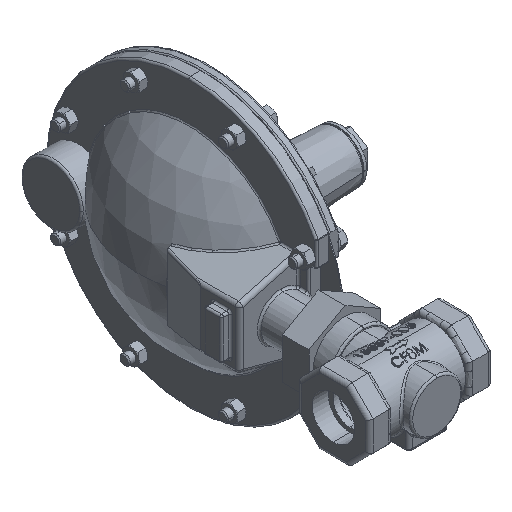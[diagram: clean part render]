
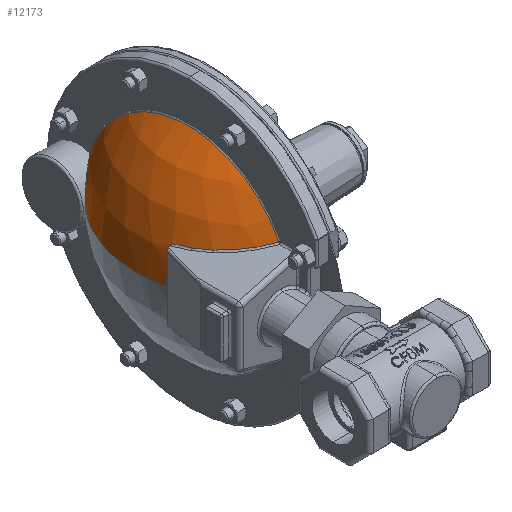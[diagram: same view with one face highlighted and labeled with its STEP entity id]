
A CAD part, isometric view. The second image highlights one B-rep face of the part: STEP entity #12173.
In plain terms, the highlighted spherical face has radius 101.6 mm.
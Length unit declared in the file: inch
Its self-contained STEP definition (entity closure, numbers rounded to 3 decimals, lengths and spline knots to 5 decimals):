
#110 = CARTESIAN_POINT ( 'NONE',  ( 1.79565, 9.03353, 2.81433 ) ) ;
#1130 = CARTESIAN_POINT ( 'NONE',  ( 1.14489, 11.60815, 3.11165 ) ) ;
#1699 = ORIENTED_EDGE ( 'NONE', *, *, #12371, .F. ) ;
#2056 = AXIS2_PLACEMENT_3D ( 'NONE', #14306, #42004, #18263 ) ;
#2520 = CIRCLE ( 'NONE', #44977, 4. ) ;
#2611 = AXIS2_PLACEMENT_3D ( 'NONE', #110, #27751, #4016 ) ;
#2817 = VERTEX_POINT ( 'NONE', #28857 ) ;
#3749 = FACE_OUTER_BOUND ( 'NONE', #49861, .T. ) ;
#3884 = CARTESIAN_POINT ( 'NONE',  ( 1.09102, 11.56053, 2.82833 ) ) ;
#4016 = DIRECTION ( 'NONE',  ( 0., 0., -1. ) ) ;
#4286 = CARTESIAN_POINT ( 'NONE',  ( 1.10213, 11.57042, 2.95376 ) ) ;
#4291 = DIRECTION ( 'NONE',  ( 0., -1., 0. ) ) ;
#4668 = EDGE_CURVE ( 'NONE', #6984, #10658, #21859, .T. ) ;
#4853 = CARTESIAN_POINT ( 'NONE',  ( 0.19171, 9.03353, 2.81433 ) ) ;
#5432 = CARTESIAN_POINT ( 'NONE',  ( 4.19171, 9.03353, 2.81433 ) ) ;
#6439 = CARTESIAN_POINT ( 'NONE',  ( 0.43872, 8.18853, 3.91024 ) ) ;
#6472 = CARTESIAN_POINT ( 'NONE',  ( 1.62112, 11.99377, 3.61521 ) ) ;
#6769 = CARTESIAN_POINT ( 'NONE',  ( 1.50101, 11.90203, 3.54415 ) ) ;
#6899 = CARTESIAN_POINT ( 'NONE',  ( 1.2861, 11.72905, 3.35502 ) ) ;
#6984 = VERTEX_POINT ( 'NONE', #14802 ) ;
#8937 = DIRECTION ( 'NONE',  ( 0., 0., 1. ) ) ;
#9093 = AXIS2_PLACEMENT_3D ( 'NONE', #40490, #40325, #39804 ) ;
#9391 = CIRCLE ( 'NONE', #48812, 3.90973 ) ;
#9428 = CARTESIAN_POINT ( 'NONE',  ( 1.13151, 11.5964, 3.07327 ) ) ;
#10175 = EDGE_CURVE ( 'NONE', #17413, #42747, #15579, .T. ) ;
#10658 = VERTEX_POINT ( 'NONE', #14532 ) ;
#11645 = CARTESIAN_POINT ( 'NONE',  ( 1.35157, 11.78327, 3.4272 ) ) ;
#11708 = CARTESIAN_POINT ( 'NONE',  ( 1.09383, 11.56303, 2.88462 ) ) ;
#12173 = ADVANCED_FACE ( 'NONE', ( #3749 ), #45858, .T. ) ;
#12371 = EDGE_CURVE ( 'NONE', #2817, #50372, #2520, .T. ) ;
#13743 = DIRECTION ( 'NONE',  ( 0., 1., 0. ) ) ;
#14306 = CARTESIAN_POINT ( 'NONE',  ( 3.66633, 9.03353, 4.77507 ) ) ;
#14532 = CARTESIAN_POINT ( 'NONE',  ( 1.09102, 11.56053, 2.81433 ) ) ;
#14802 = CARTESIAN_POINT ( 'NONE',  ( 1.79565, 12.1175, 3.67922 ) ) ;
#15251 = EDGE_CURVE ( 'NONE', #47100, #6984, #46951, .T. ) ;
#15342 = CARTESIAN_POINT ( 'NONE',  ( 1.52078, 11.91727, 3.55657 ) ) ;
#15579 = CIRCLE ( 'NONE', #9093, 3.90973 ) ;
#15952 = CARTESIAN_POINT ( 'NONE',  ( 1.11293, 11.58, 3.00764 ) ) ;
#16445 = ORIENTED_EDGE ( 'NONE', *, *, #47592, .F. ) ;
#16745 = EDGE_CURVE ( 'NONE', #10658, #50372, #27922, .T. ) ;
#17413 = VERTEX_POINT ( 'NONE', #6439 ) ;
#18263 = DIRECTION ( 'NONE',  ( 0.966, 0., 0.259 ) ) ;
#19745 = CARTESIAN_POINT ( 'NONE',  ( 4.19171, 9.03353, 2.81433 ) ) ;
#21272 = ORIENTED_EDGE ( 'NONE', *, *, #16745, .T. ) ;
#21603 = AXIS2_PLACEMENT_3D ( 'NONE', #32680, #8937, #36634 ) ;
#21859 = B_SPLINE_CURVE_WITH_KNOTS ( 'NONE', 3,
 ( #43335, #42993, #6472, #15342, #6769, #31648, #48685, #23482, #11645, #34519, #6899, #26727, #42028, #26109, #42204, #43891, #1130, #43827, #9428, #28469, #15952, #4286, #39667, #11708, #48746, #33685, #3884, #30326 ),
 .UNSPECIFIED., .F., .F.,
 ( 4, 2, 2, 2, 2, 2, 2, 2, 2, 2, 2, 2, 2, 4 ),
 ( 0., 0.00847, 0.01059, 0.01271, 0.01694, 0.01906, 0.02118, 0.02541, 0.02647, 0.02753, 0.02965, 0.03176, 0.03282, 0.03388 ),
 .UNSPECIFIED. ) ;
#23482 = CARTESIAN_POINT ( 'NONE',  ( 1.38688, 11.81198, 3.45953 ) ) ;
#23778 = AXIS2_PLACEMENT_3D ( 'NONE', #5432, #33505, #13743 ) ;
#23782 = DIRECTION ( 'NONE',  ( 0., 1., 0. ) ) ;
#24730 = ORIENTED_EDGE ( 'NONE', *, *, #46672, .T. ) ;
#26109 = CARTESIAN_POINT ( 'NONE',  ( 1.19919, 11.65541, 3.23106 ) ) ;
#26727 = CARTESIAN_POINT ( 'NONE',  ( 1.25547, 11.70332, 3.31579 ) ) ;
#27751 = DIRECTION ( 'NONE',  ( -1., 0., 0. ) ) ;
#27922 = CIRCLE ( 'NONE', #21603, 4. ) ;
#28031 = CARTESIAN_POINT ( 'NONE',  ( 4.19171, 8.18853, 2.81433 ) ) ;
#28365 = ORIENTED_EDGE ( 'NONE', *, *, #15251, .T. ) ;
#28451 = CARTESIAN_POINT ( 'NONE',  ( 0.32792, 8.18853, 3.41192 ) ) ;
#28469 = CARTESIAN_POINT ( 'NONE',  ( 1.11961, 11.58592, 3.03415 ) ) ;
#28857 = CARTESIAN_POINT ( 'NONE',  ( 0.28198, 8.18853, 2.81433 ) ) ;
#30326 = CARTESIAN_POINT ( 'NONE',  ( 1.09102, 11.56053, 2.81433 ) ) ;
#31648 = CARTESIAN_POINT ( 'NONE',  ( 1.46213, 11.87172, 3.51777 ) ) ;
#31977 = DIRECTION ( 'NONE',  ( 0., 0., -1. ) ) ;
#32680 = CARTESIAN_POINT ( 'NONE',  ( 4.19171, 9.03353, 2.81433 ) ) ;
#33505 = DIRECTION ( 'NONE',  ( 0., 0., -1. ) ) ;
#33685 = CARTESIAN_POINT ( 'NONE',  ( 1.09137, 11.56084, 2.84237 ) ) ;
#34519 = CARTESIAN_POINT ( 'NONE',  ( 1.30203, 11.74234, 3.37369 ) ) ;
#36634 = DIRECTION ( 'NONE',  ( 1., 0., 0. ) ) ;
#39422 = ORIENTED_EDGE ( 'NONE', *, *, #4668, .T. ) ;
#39667 = CARTESIAN_POINT ( 'NONE',  ( 1.098, 11.56675, 2.92638 ) ) ;
#39804 = DIRECTION ( 'NONE',  ( 0., 0., -1. ) ) ;
#40325 = DIRECTION ( 'NONE',  ( 0., -1., 0. ) ) ;
#40490 = CARTESIAN_POINT ( 'NONE',  ( 4.19171, 8.18853, 2.81433 ) ) ;
#41178 = CIRCLE ( 'NONE', #2056, 3.44666 ) ;
#42004 = DIRECTION ( 'NONE',  ( -0.259, 0., 0.966 ) ) ;
#42028 = CARTESIAN_POINT ( 'NONE',  ( 1.24071, 11.69082, 3.29514 ) ) ;
#42204 = CARTESIAN_POINT ( 'NONE',  ( 1.17499, 11.63446, 3.18543 ) ) ;
#42747 = VERTEX_POINT ( 'NONE', #28451 ) ;
#42993 = CARTESIAN_POINT ( 'NONE',  ( 1.70621, 12.05586, 3.65121 ) ) ;
#43335 = CARTESIAN_POINT ( 'NONE',  ( 1.79565, 12.1175, 3.67922 ) ) ;
#43827 = CARTESIAN_POINT ( 'NONE',  ( 1.1358, 11.60017, 3.08624 ) ) ;
#43891 = CARTESIAN_POINT ( 'NONE',  ( 1.1497, 11.61236, 3.12412 ) ) ;
#44977 = AXIS2_PLACEMENT_3D ( 'NONE', #19745, #47462, #23782 ) ;
#45858 = SPHERICAL_SURFACE ( 'NONE', #23778, 4. ) ;
#46672 = EDGE_CURVE ( 'NONE', #17413, #47100, #41178, .T. ) ;
#46951 = CIRCLE ( 'NONE', #2611, 3.20295 ) ;
#47100 = VERTEX_POINT ( 'NONE', #48378 ) ;
#47462 = DIRECTION ( 'NONE',  ( 0., 0., -1. ) ) ;
#47592 = EDGE_CURVE ( 'NONE', #42747, #2817, #9391, .T. ) ;
#48378 = CARTESIAN_POINT ( 'NONE',  ( 1.79565, 6.18243, 4.27383 ) ) ;
#48685 = CARTESIAN_POINT ( 'NONE',  ( 1.44295, 11.85661, 3.50377 ) ) ;
#48746 = CARTESIAN_POINT ( 'NONE',  ( 1.09277, 11.56209, 2.87054 ) ) ;
#48812 = AXIS2_PLACEMENT_3D ( 'NONE', #28031, #4291, #31977 ) ;
#49861 = EDGE_LOOP ( 'NONE', ( #1699, #16445, #51112, #24730, #28365, #39422, #21272 ) ) ;
#50372 = VERTEX_POINT ( 'NONE', #4853 ) ;
#51112 = ORIENTED_EDGE ( 'NONE', *, *, #10175, .F. ) ;
